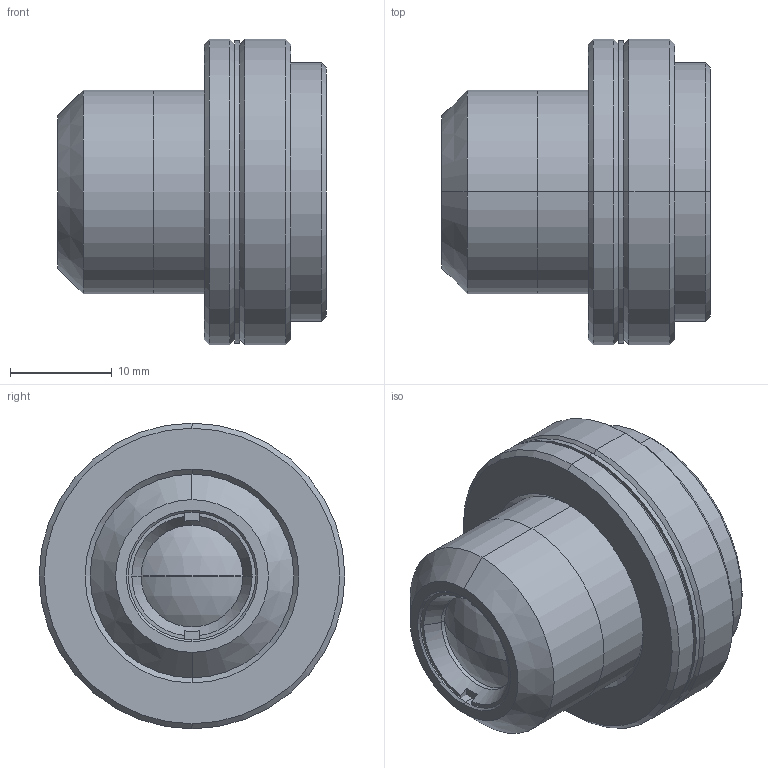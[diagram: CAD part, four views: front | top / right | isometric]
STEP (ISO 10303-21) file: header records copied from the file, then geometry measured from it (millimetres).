
FILE_DESCRIPTION (( 'STEP AP203' ), '1' );
FILE_NAME ('DP32339-A_MC3M010X.step', '2023-03-08T11:57:28', ( '' ), ( '' ), 'SwSTEP 2.0', 'SolidWorks 2021', '' );
FILE_SCHEMA (( 'CONFIG_CONTROL_DESIGN' ));
Length unit declared in the file: millimetre
Products named in the file (1): DP32339-A_MC3M010X
Bounding box: 26.38 x 30 x 30 mm (x, y, z)
Surface area: 5250.3 mm2 (no closed solid volume)
Topology: 0 solids, 11 shells, 78 faces, 200 edges, 132 vertices
Faces by surface type: cone 28, cylinder 24, plane 24, sphere 2
Entity records: 2463 total; most frequent: DIRECTION 466, CARTESIAN_POINT 435, ORIENTED_EDGE 336, EDGE_CURVE 200, AXIS2_PLACEMENT_3D 195, VERTEX_POINT 132, CIRCLE 116, EDGE_LOOP 88
